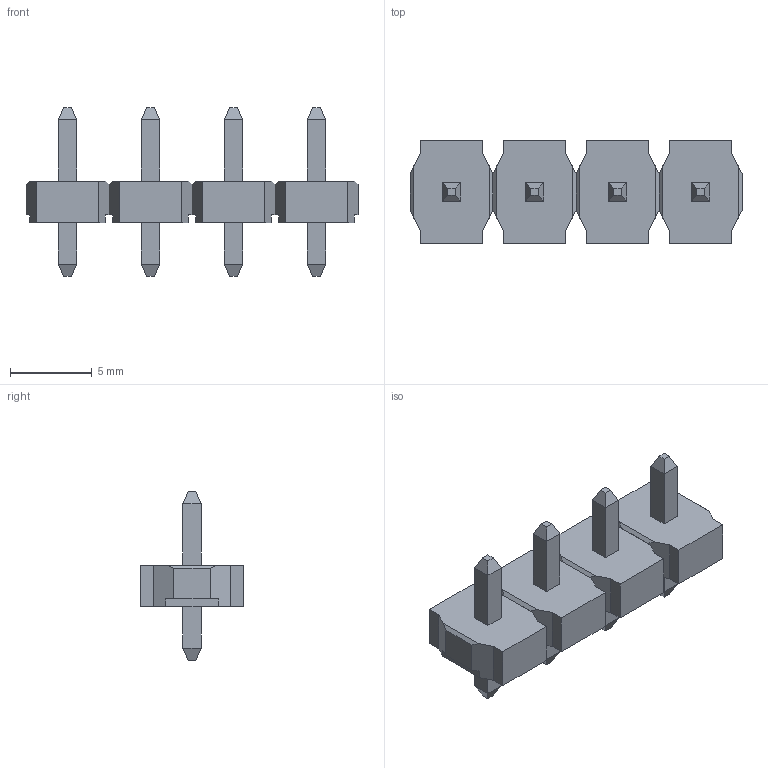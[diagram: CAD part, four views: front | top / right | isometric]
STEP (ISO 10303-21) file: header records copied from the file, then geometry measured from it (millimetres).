
FILE_DESCRIPTION(/* description */ (''),/* implementation_level */ '2;1');
FILE_NAME(/* name */ '985-40-04-1-xx.stp',/* time_stamp */ '2018-05-24T07:58:46+02:00',/* author */ ('andreas.larin'),/* organization */ (''),/* preprocessor_version */ 'ST-DEVELOPER v15.6',/* originating_system */ 'Autodesk Inventor 2015',/* authorisation */ '');
FILE_SCHEMA (('AUTOMOTIVE_DESIGN { 1 0 10303 214 3 1 1 }'));
Length unit declared in the file: centimetre
Products named in the file (1): 985-40-04-1-xx
Bounding box: 20.32 x 6.35 x 10.34 mm (x, y, z)
Volume: 324.6 mm3; surface area: 540.2 mm2
Topology: 1 solids, 1 shells, 143 faces, 361 edges, 228 vertices
Faces by surface type: plane 143
Entity records: 4175 total; most frequent: CARTESIAN_POINT 733, ORIENTED_EDGE 722, DIRECTION 649, LINE 361, VECTOR 361, EDGE_CURVE 361, VERTEX_POINT 228, EDGE_LOOP 151
